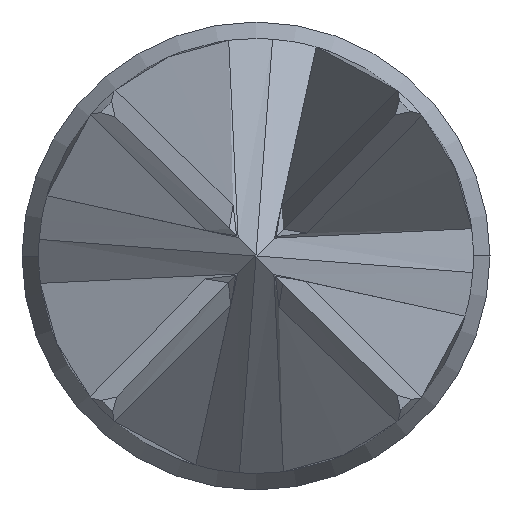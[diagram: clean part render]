
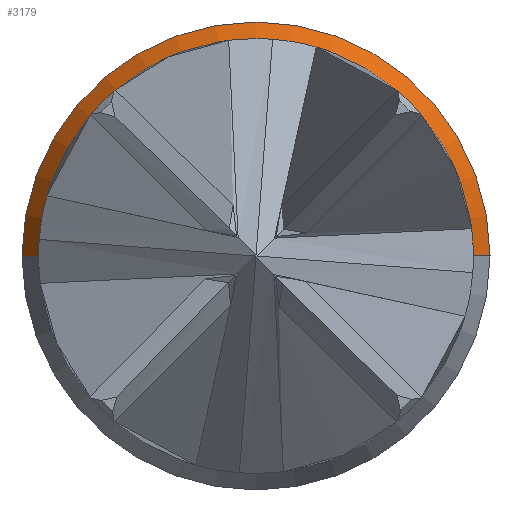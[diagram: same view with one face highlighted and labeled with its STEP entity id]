
A CAD part, left-side view. The second image highlights one B-rep face of the part: STEP entity #3179.
In plain terms, the highlighted conical face has half-angle 30 degrees and reference radius 0.683 mm.
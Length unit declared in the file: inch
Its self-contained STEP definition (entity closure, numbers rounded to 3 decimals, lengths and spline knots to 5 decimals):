
#5 = EDGE_CURVE ( 'NONE', #45, #3681, #6615, .T. ) ;
#45 = VERTEX_POINT ( 'NONE', #2820 ) ;
#152 = DIRECTION ( 'NONE',  ( 0., 1., 0. ) ) ;
#187 = DIRECTION ( 'NONE',  ( 0., 1., 0. ) ) ;
#244 = ORIENTED_EDGE ( 'NONE', *, *, #5099, .F. ) ;
#424 = VERTEX_POINT ( 'NONE', #6117 ) ;
#747 = ORIENTED_EDGE ( 'NONE', *, *, #3305, .F. ) ;
#751 = DIRECTION ( 'NONE',  ( 1., 0., 0. ) ) ;
#755 = CARTESIAN_POINT ( 'NONE',  ( 0., -0.0269, 0. ) ) ;
#769 = VERTEX_POINT ( 'NONE', #5919 ) ;
#1017 = VECTOR ( 'NONE', #5575, 39.37008 ) ;
#1500 = CARTESIAN_POINT ( 'NONE',  ( 0., -0.0269, 0. ) ) ;
#1584 = CARTESIAN_POINT ( 'NONE',  ( 0., 0., 0. ) ) ;
#1605 = DIRECTION ( 'NONE',  ( 1., 0., 0. ) ) ;
#1893 = LINE ( 'NONE', #755, #6687 ) ;
#2195 = AXIS2_PLACEMENT_3D ( 'NONE', #5285, #6514, #5859 ) ;
#2703 = ORIENTED_EDGE ( 'NONE', *, *, #7031, .F. ) ;
#2761 = CARTESIAN_POINT ( 'NONE',  ( -0.00502, -0.024, 0. ) ) ;
#2781 = EDGE_LOOP ( 'NONE', ( #6362, #4680, #244, #747, #2703 ) ) ;
#2796 = FACE_OUTER_BOUND ( 'NONE', #2781, .T. ) ;
#2820 = CARTESIAN_POINT ( 'NONE',  ( -0.00502, 0.024, 0. ) ) ;
#3021 = CIRCLE ( 'NONE', #4445, 0.0269 ) ;
#3179 = ADVANCED_FACE ( 'NONE', ( #2796 ), #3297, .T. ) ;
#3193 = CARTESIAN_POINT ( 'NONE',  ( 0., 0.0269, 0. ) ) ;
#3297 = CONICAL_SURFACE ( 'NONE', #7301, 0.0269, 0.524 ) ;
#3305 = EDGE_CURVE ( 'NONE', #424, #769, #5665, .T. ) ;
#3599 = DIRECTION ( 'NONE',  ( 0.866, -0.5, 0. ) ) ;
#3681 = VERTEX_POINT ( 'NONE', #2761 ) ;
#4099 = LINE ( 'NONE', #3193, #1017 ) ;
#4128 = CARTESIAN_POINT ( 'NONE',  ( -0.00502, 0., 0. ) ) ;
#4445 = AXIS2_PLACEMENT_3D ( 'NONE', #5826, #4724, #187 ) ;
#4680 = ORIENTED_EDGE ( 'NONE', *, *, #7254, .T. ) ;
#4724 = DIRECTION ( 'NONE',  ( 1., 0., 0. ) ) ;
#4950 = VERTEX_POINT ( 'NONE', #1500 ) ;
#4961 = DIRECTION ( 'NONE',  ( 0., 1., 0. ) ) ;
#5099 = EDGE_CURVE ( 'NONE', #769, #4950, #3021, .T. ) ;
#5285 = CARTESIAN_POINT ( 'NONE',  ( 0., 0., 0. ) ) ;
#5484 = AXIS2_PLACEMENT_3D ( 'NONE', #4128, #751, #152 ) ;
#5575 = DIRECTION ( 'NONE',  ( 0.866, 0.5, 0. ) ) ;
#5665 = CIRCLE ( 'NONE', #2195, 0.0269 ) ;
#5826 = CARTESIAN_POINT ( 'NONE',  ( 0., 0., 0. ) ) ;
#5859 = DIRECTION ( 'NONE',  ( 0., 1., 0. ) ) ;
#5919 = CARTESIAN_POINT ( 'NONE',  ( 0., 0., 0.0269 ) ) ;
#6117 = CARTESIAN_POINT ( 'NONE',  ( 0., 0.0269, 0. ) ) ;
#6362 = ORIENTED_EDGE ( 'NONE', *, *, #5, .T. ) ;
#6514 = DIRECTION ( 'NONE',  ( 1., 0., 0. ) ) ;
#6615 = CIRCLE ( 'NONE', #5484, 0.024 ) ;
#6687 = VECTOR ( 'NONE', #3599, 39.37008 ) ;
#7031 = EDGE_CURVE ( 'NONE', #45, #424, #4099, .T. ) ;
#7254 = EDGE_CURVE ( 'NONE', #3681, #4950, #1893, .T. ) ;
#7301 = AXIS2_PLACEMENT_3D ( 'NONE', #1584, #1605, #4961 ) ;
